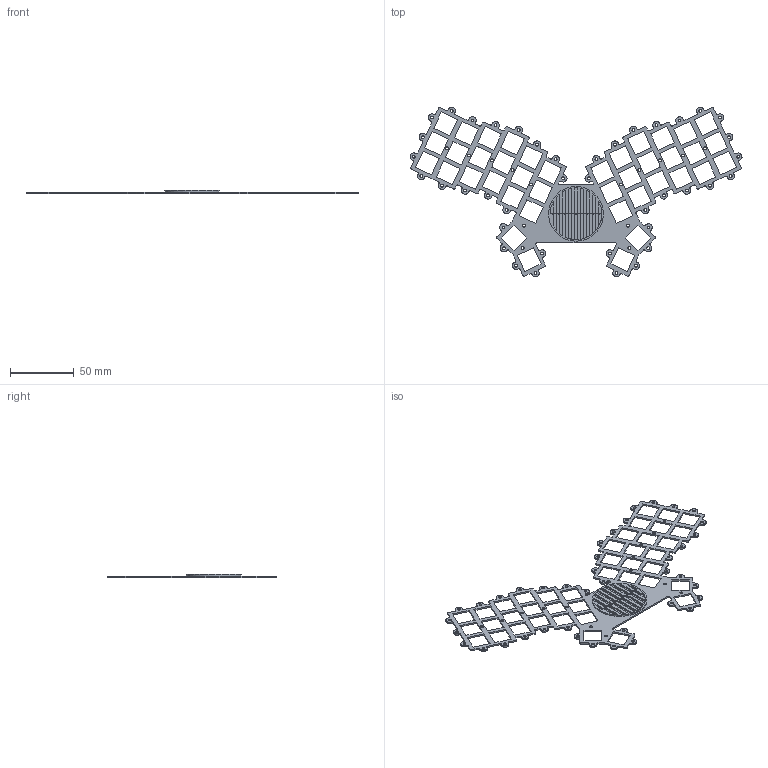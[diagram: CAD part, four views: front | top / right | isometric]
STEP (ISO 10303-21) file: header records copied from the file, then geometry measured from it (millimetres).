
FILE_DESCRIPTION(('HOOPS Exchange Step'),'2;1');
FILE_NAME('temp_export','2023-11-19T20:08:34+19:00',('jscotto'),('Shapr3D Limited'),'HOOPS Exchange 2023.2','Shapr3D','Authorized');
FILE_SCHEMA( ('AUTOMOTIVE_DESIGN { 1 0 10303 214 1 1 1 1 }') );
Length unit declared in the file: millimetre
Products named in the file (1): 3x6 - Plate (Extruded Circle)
Bounding box: 260.56 x 133.33 x 2.4 mm (x, y, z)
Volume: 11554.3 mm3; surface area: 23088.9 mm2
Topology: 1 solids, 1 shells, 641 faces, 1991 edges, 1360 vertices
Faces by surface type: cylinder 331, plane 310
Full cylindrical faces by diameter (mm): 2.2 x54, 43.02 x1
Entity records: 23083 total; most frequent: DIRECTION 4035, CARTESIAN_POINT 3993, ORIENTED_EDGE 3982, EDGE_CURVE 1991, AXIS2_PLACEMENT_3D 1402, VERTEX_POINT 1360, VECTOR 1231, LINE 1231
